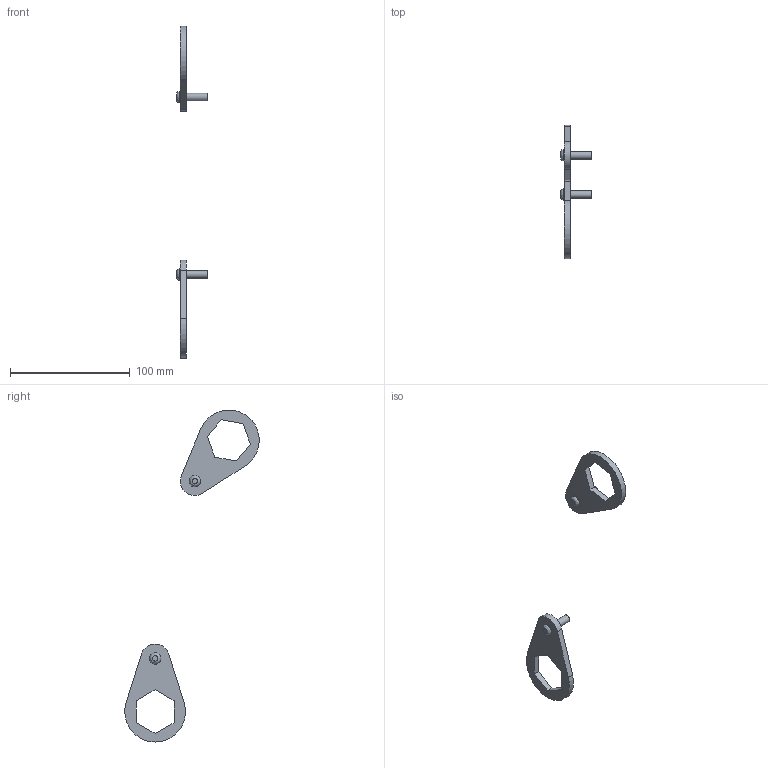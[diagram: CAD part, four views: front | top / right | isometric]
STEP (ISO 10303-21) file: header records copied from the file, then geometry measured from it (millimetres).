
FILE_DESCRIPTION( ( '' ), ' ' );
FILE_NAME( '5dd69f0e019fa410b116d78b.step', '2019-11-21T14:28:30', ( '' ), ( '' ), ' ', ' ', ' ' );
FILE_SCHEMA( ( 'AUTOMOTIVE_DESIGN { 1 0 10303 214 1 1 1 1 }' ) );
Length unit declared in the file: metre
Products named in the file (4): Part 114; Part 118; Part 113; Part 117
Bounding box: 26.04 x 112.46 x 277.67 mm (x, y, z)
Volume: 22941.8 mm3; surface area: 13089.1 mm2
Topology: 4 solids, 4 shells, 38 faces, 84 edges, 56 vertices
Faces by surface type: plane 26, cylinder 10, bspline 2
Full cylindrical faces by diameter (mm): 6.35 x4, 9.525 x2
Entity records: 1404 total; most frequent: CARTESIAN_POINT 224, DIRECTION 176, ORIENTED_EDGE 148, EDGE_CURVE 74, AXIS2_PLACEMENT_3D 62, EDGE_LOOP 56, VERTEX_POINT 54, LINE 52
